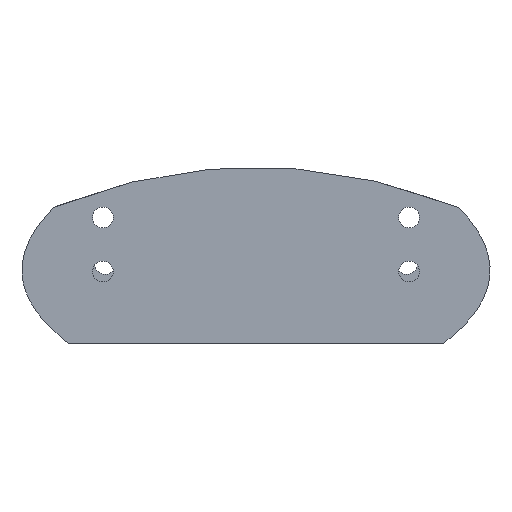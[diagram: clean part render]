
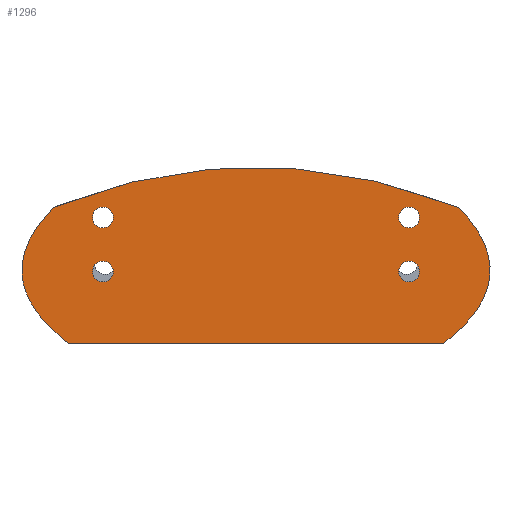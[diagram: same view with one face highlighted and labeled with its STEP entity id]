
A CAD part, front view. The second image highlights one B-rep face of the part: STEP entity #1296.
In plain terms, the highlighted planar face has unit normal (0, -1, 0).
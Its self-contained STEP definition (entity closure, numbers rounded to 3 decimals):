
#10 = CARTESIAN_POINT ( 'NONE',  ( -45.874, -92.5, 22.155 ) ) ;
#29 = VERTEX_POINT ( 'NONE', #2476 ) ;
#77 = VERTEX_POINT ( 'NONE', #300 ) ;
#112 = CARTESIAN_POINT ( 'NONE',  ( 42.54, -92.5, -8.683 ) ) ;
#138 = DIRECTION ( 'NONE',  ( 0., 1., 0. ) ) ;
#150 = DIRECTION ( 'NONE',  ( 0., 0., 1. ) ) ;
#161 = AXIS2_PLACEMENT_3D ( 'NONE', #349, #138, #150 ) ;
#166 = DIRECTION ( 'NONE',  ( 0., 1., 0. ) ) ;
#179 = EDGE_LOOP ( 'NONE', ( #2065, #282 ) ) ;
#183 = CIRCLE ( 'NONE', #1894, 2.35 ) ;
#217 = DIRECTION ( 'NONE',  ( 0., 1., 0. ) ) ;
#236 = ORIENTED_EDGE ( 'NONE', *, *, #2289, .T. ) ;
#260 = LINE ( 'NONE', #696, #2718 ) ;
#277 = EDGE_CURVE ( 'NONE', #2766, #975, #2011, .T. ) ;
#282 = ORIENTED_EDGE ( 'NONE', *, *, #2073, .T. ) ;
#288 = CARTESIAN_POINT ( 'NONE',  ( 34.67, -92.5, 19.865 ) ) ;
#300 = CARTESIAN_POINT ( 'NONE',  ( 34.67, -92.5, 22.215 ) ) ;
#319 = EDGE_CURVE ( 'NONE', #77, #1993, #643, .T. ) ;
#326 = B_SPLINE_CURVE_WITH_KNOTS ( 'NONE', 2,
 ( #2117, #424, #634 ),
 .UNSPECIFIED., .F., .F.,
 ( 3, 3 ),
 ( 0., 1. ),
 .UNSPECIFIED. ) ;
#343 = ORIENTED_EDGE ( 'NONE', *, *, #2432, .T. ) ;
#349 = CARTESIAN_POINT ( 'NONE',  ( 34.67, -92.5, 7.617 ) ) ;
#351 = CARTESIAN_POINT ( 'NONE',  ( 34.67, -92.5, 5.267 ) ) ;
#407 = CARTESIAN_POINT ( 'NONE',  ( -34.67, -92.5, 17.515 ) ) ;
#424 = CARTESIAN_POINT ( 'NONE',  ( -61.713, -92.5, 6.006 ) ) ;
#448 = B_SPLINE_CURVE_WITH_KNOTS ( 'NONE', 2,
 ( #112, #750, #1799 ),
 .UNSPECIFIED., .F., .F.,
 ( 3, 3 ),
 ( 0., 1. ),
 .UNSPECIFIED. ) ;
#455 = DIRECTION ( 'NONE',  ( 0., 0., 1. ) ) ;
#486 = CIRCLE ( 'NONE', #1113, 2.35 ) ;
#611 = ORIENTED_EDGE ( 'NONE', *, *, #319, .T. ) ;
#634 = CARTESIAN_POINT ( 'NONE',  ( -42.377, -92.5, -8.683 ) ) ;
#643 = CIRCLE ( 'NONE', #1633, 2.35 ) ;
#696 = CARTESIAN_POINT ( 'NONE',  ( -42.377, -92.5, -8.683 ) ) ;
#732 = ORIENTED_EDGE ( 'NONE', *, *, #2195, .T. ) ;
#739 = DIRECTION ( 'NONE',  ( 0., 1., 0. ) ) ;
#740 = DIRECTION ( 'NONE',  ( 0., 1., 0. ) ) ;
#750 = CARTESIAN_POINT ( 'NONE',  ( 61.648, -92.5, 6.073 ) ) ;
#764 = CIRCLE ( 'NONE', #1341, 2.35 ) ;
#796 = CARTESIAN_POINT ( 'NONE',  ( -34.67, -92.5, 9.967 ) ) ;
#872 = VERTEX_POINT ( 'NONE', #1892 ) ;
#905 = ORIENTED_EDGE ( 'NONE', *, *, #1651, .T. ) ;
#959 = EDGE_CURVE ( 'NONE', #1991, #872, #183, .T. ) ;
#975 = VERTEX_POINT ( 'NONE', #1050 ) ;
#1035 = CIRCLE ( 'NONE', #2604, 2.35 ) ;
#1050 = CARTESIAN_POINT ( 'NONE',  ( -45.874, -92.5, 22.155 ) ) ;
#1081 = ORIENTED_EDGE ( 'NONE', *, *, #277, .T. ) ;
#1082 = CARTESIAN_POINT ( 'NONE',  ( 45.874, -92.5, 22.155 ) ) ;
#1099 = CARTESIAN_POINT ( 'NONE',  ( 34.67, -92.5, 7.617 ) ) ;
#1113 = AXIS2_PLACEMENT_3D ( 'NONE', #1990, #1141, #1751 ) ;
#1133 = DIRECTION ( 'NONE',  ( 1., 0., 0. ) ) ;
#1141 = DIRECTION ( 'NONE',  ( 0., 1., 0. ) ) ;
#1153 = EDGE_LOOP ( 'NONE', ( #1638, #236 ) ) ;
#1162 = FACE_BOUND ( 'NONE', #1285, .T. ) ;
#1190 = FACE_BOUND ( 'NONE', #179, .T. ) ;
#1201 = DIRECTION ( 'NONE',  ( 0., 0., 1. ) ) ;
#1204 = PLANE ( 'NONE',  #2527 ) ;
#1218 = FACE_OUTER_BOUND ( 'NONE', #1564, .T. ) ;
#1246 = DIRECTION ( 'NONE',  ( 0., 1., 0. ) ) ;
#1256 = DIRECTION ( 'NONE',  ( 0., 1., 0. ) ) ;
#1281 = VERTEX_POINT ( 'NONE', #351 ) ;
#1285 = EDGE_LOOP ( 'NONE', ( #343, #2709 ) ) ;
#1296 = ADVANCED_FACE ( 'NONE', ( #1190, #1396, #1382, #1162, #1218 ), #1204, .F. ) ;
#1341 = AXIS2_PLACEMENT_3D ( 'NONE', #2339, #1756, #455 ) ;
#1376 = EDGE_CURVE ( 'NONE', #975, #1516, #326, .T. ) ;
#1382 = FACE_BOUND ( 'NONE', #2198, .T. ) ;
#1389 = CARTESIAN_POINT ( 'NONE',  ( 45.874, -92.5, 22.155 ) ) ;
#1396 = FACE_BOUND ( 'NONE', #1153, .T. ) ;
#1486 = DIRECTION ( 'NONE',  ( 0., 0., 1. ) ) ;
#1493 = CARTESIAN_POINT ( 'NONE',  ( 34.67, -92.5, 19.865 ) ) ;
#1511 = CIRCLE ( 'NONE', #1875, 2.35 ) ;
#1514 = CARTESIAN_POINT ( 'NONE',  ( 42.54, -92.5, -8.683 ) ) ;
#1516 = VERTEX_POINT ( 'NONE', #1631 ) ;
#1564 = EDGE_LOOP ( 'NONE', ( #2539, #732, #905, #1081 ) ) ;
#1582 = CARTESIAN_POINT ( 'NONE',  ( -52.919, -92.5, 6.371 ) ) ;
#1603 = CIRCLE ( 'NONE', #161, 2.35 ) ;
#1631 = CARTESIAN_POINT ( 'NONE',  ( -42.377, -92.5, -8.683 ) ) ;
#1633 = AXIS2_PLACEMENT_3D ( 'NONE', #288, #740, #2039 ) ;
#1638 = ORIENTED_EDGE ( 'NONE', *, *, #2657, .T. ) ;
#1649 = CARTESIAN_POINT ( 'NONE',  ( 34.67, -92.5, 17.515 ) ) ;
#1651 = EDGE_CURVE ( 'NONE', #1741, #2766, #448, .T. ) ;
#1662 = DIRECTION ( 'NONE',  ( 0., 0., 1. ) ) ;
#1674 = VERTEX_POINT ( 'NONE', #2661 ) ;
#1711 = CARTESIAN_POINT ( 'NONE',  ( -34.67, -92.5, 7.617 ) ) ;
#1725 = DIRECTION ( 'NONE',  ( 0., 0., 1. ) ) ;
#1741 = VERTEX_POINT ( 'NONE', #1514 ) ;
#1751 = DIRECTION ( 'NONE',  ( 0., 0., 1. ) ) ;
#1756 = DIRECTION ( 'NONE',  ( 0., 1., 0. ) ) ;
#1761 = EDGE_CURVE ( 'NONE', #1281, #1674, #1035, .T. ) ;
#1799 = CARTESIAN_POINT ( 'NONE',  ( 45.874, -92.5, 22.155 ) ) ;
#1875 = AXIS2_PLACEMENT_3D ( 'NONE', #2513, #166, #1201 ) ;
#1882 = ORIENTED_EDGE ( 'NONE', *, *, #2069, .T. ) ;
#1892 = CARTESIAN_POINT ( 'NONE',  ( -34.67, -92.5, 5.267 ) ) ;
#1894 = AXIS2_PLACEMENT_3D ( 'NONE', #1711, #1246, #1662 ) ;
#1941 = CARTESIAN_POINT ( 'NONE',  ( -0.203, -92.5, 40.399 ) ) ;
#1982 = AXIS2_PLACEMENT_3D ( 'NONE', #1493, #217, #1725 ) ;
#1990 = CARTESIAN_POINT ( 'NONE',  ( -34.67, -92.5, 19.865 ) ) ;
#1991 = VERTEX_POINT ( 'NONE', #796 ) ;
#1993 = VERTEX_POINT ( 'NONE', #1649 ) ;
#2011 = B_SPLINE_CURVE_WITH_KNOTS ( 'NONE', 2,
 ( #1082, #1941, #10 ),
 .UNSPECIFIED., .F., .F.,
 ( 3, 3 ),
 ( 0., 1. ),
 .UNSPECIFIED. ) ;
#2039 = DIRECTION ( 'NONE',  ( 0., 0., 1. ) ) ;
#2065 = ORIENTED_EDGE ( 'NONE', *, *, #959, .T. ) ;
#2069 = EDGE_CURVE ( 'NONE', #1993, #77, #2735, .T. ) ;
#2073 = EDGE_CURVE ( 'NONE', #872, #1991, #764, .T. ) ;
#2117 = CARTESIAN_POINT ( 'NONE',  ( -45.874, -92.5, 22.155 ) ) ;
#2195 = EDGE_CURVE ( 'NONE', #1516, #1741, #260, .T. ) ;
#2198 = EDGE_LOOP ( 'NONE', ( #611, #1882 ) ) ;
#2289 = EDGE_CURVE ( 'NONE', #2530, #29, #1511, .T. ) ;
#2339 = CARTESIAN_POINT ( 'NONE',  ( -34.67, -92.5, 7.617 ) ) ;
#2432 = EDGE_CURVE ( 'NONE', #1674, #1281, #1603, .T. ) ;
#2476 = CARTESIAN_POINT ( 'NONE',  ( -34.67, -92.5, 22.215 ) ) ;
#2488 = DIRECTION ( 'NONE',  ( 0., 0., 1. ) ) ;
#2513 = CARTESIAN_POINT ( 'NONE',  ( -34.67, -92.5, 19.865 ) ) ;
#2527 = AXIS2_PLACEMENT_3D ( 'NONE', #1582, #739, #2488 ) ;
#2530 = VERTEX_POINT ( 'NONE', #407 ) ;
#2539 = ORIENTED_EDGE ( 'NONE', *, *, #1376, .T. ) ;
#2604 = AXIS2_PLACEMENT_3D ( 'NONE', #1099, #1256, #1486 ) ;
#2657 = EDGE_CURVE ( 'NONE', #29, #2530, #486, .T. ) ;
#2661 = CARTESIAN_POINT ( 'NONE',  ( 34.67, -92.5, 9.967 ) ) ;
#2709 = ORIENTED_EDGE ( 'NONE', *, *, #1761, .T. ) ;
#2718 = VECTOR ( 'NONE', #1133, 1000. ) ;
#2735 = CIRCLE ( 'NONE', #1982, 2.35 ) ;
#2766 = VERTEX_POINT ( 'NONE', #1389 ) ;
